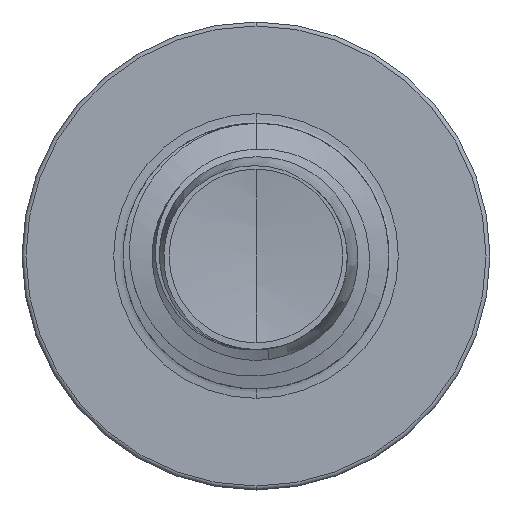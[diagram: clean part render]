
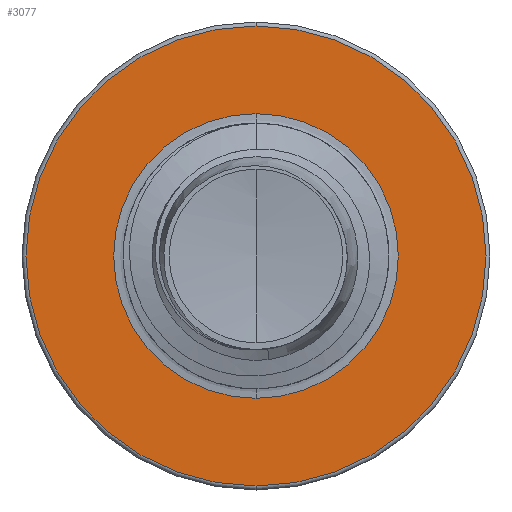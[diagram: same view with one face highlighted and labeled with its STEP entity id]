
A CAD part, front view. The second image highlights one B-rep face of the part: STEP entity #3077.
In plain terms, the highlighted planar face has unit normal (0, -1, 0).
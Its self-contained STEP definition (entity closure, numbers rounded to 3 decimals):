
#388 = EDGE_LOOP ( 'NONE', ( #17426, #18768 ) ) ;
#980 = CIRCLE ( 'NONE', #3662, 4.325 ) ;
#1125 = EDGE_CURVE ( 'NONE', #1221, #12323, #17260, .T. ) ;
#1221 = VERTEX_POINT ( 'NONE', #10084 ) ;
#2114 = CARTESIAN_POINT ( 'NONE',  ( 0., 7., -4.325 ) ) ;
#2244 = AXIS2_PLACEMENT_3D ( 'NONE', #11049, #10975, #10928 ) ;
#2282 = AXIS2_PLACEMENT_3D ( 'NONE', #11171, #11123, #11102 ) ;
#2496 = AXIS2_PLACEMENT_3D ( 'NONE', #14131, #14088, #14082 ) ;
#3077 = ADVANCED_FACE ( 'NONE', ( #17575, #15165 ), #14418, .F. ) ;
#3630 = CARTESIAN_POINT ( 'NONE',  ( 0., 7., 2.677 ) ) ;
#3662 = AXIS2_PLACEMENT_3D ( 'NONE', #5068, #5058, #5040 ) ;
#3757 = EDGE_LOOP ( 'NONE', ( #5879, #15264 ) ) ;
#5040 = DIRECTION ( 'NONE',  ( 0., 0., 1. ) ) ;
#5058 = DIRECTION ( 'NONE',  ( 0., 1., 0. ) ) ;
#5068 = CARTESIAN_POINT ( 'NONE',  ( 0., 7., 0. ) ) ;
#5879 = ORIENTED_EDGE ( 'NONE', *, *, #17487, .T. ) ;
#7137 = CARTESIAN_POINT ( 'NONE',  ( 0., 7., 4.325 ) ) ;
#9236 = AXIS2_PLACEMENT_3D ( 'NONE', #10240, #10179, #10178 ) ;
#9713 = VERTEX_POINT ( 'NONE', #7137 ) ;
#10084 = CARTESIAN_POINT ( 'NONE',  ( 0., 7., -2.677 ) ) ;
#10178 = DIRECTION ( 'NONE',  ( 0., 0., 1. ) ) ;
#10179 = DIRECTION ( 'NONE',  ( 0., 1., 0. ) ) ;
#10240 = CARTESIAN_POINT ( 'NONE',  ( 0., 7., 0. ) ) ;
#10928 = DIRECTION ( 'NONE',  ( 0., 0., 1. ) ) ;
#10975 = DIRECTION ( 'NONE',  ( 0., 1., 0. ) ) ;
#11049 = CARTESIAN_POINT ( 'NONE',  ( 0., 7., 0. ) ) ;
#11102 = DIRECTION ( 'NONE',  ( 0., 0., 1. ) ) ;
#11123 = DIRECTION ( 'NONE',  ( 0., 1., 0. ) ) ;
#11171 = CARTESIAN_POINT ( 'NONE',  ( 0., 7., 0. ) ) ;
#12323 = VERTEX_POINT ( 'NONE', #3630 ) ;
#13093 = VERTEX_POINT ( 'NONE', #2114 ) ;
#14082 = DIRECTION ( 'NONE',  ( 0., 0., 1. ) ) ;
#14088 = DIRECTION ( 'NONE',  ( 0., 1., 0. ) ) ;
#14131 = CARTESIAN_POINT ( 'NONE',  ( 0., 7., -2.677 ) ) ;
#14418 = PLANE ( 'NONE',  #2496 ) ;
#15165 = FACE_BOUND ( 'NONE', #3757, .T. ) ;
#15264 = ORIENTED_EDGE ( 'NONE', *, *, #1125, .T. ) ;
#17048 = EDGE_CURVE ( 'NONE', #9713, #13093, #980, .T. ) ;
#17111 = CIRCLE ( 'NONE', #2244, 4.325 ) ;
#17260 = CIRCLE ( 'NONE', #9236, 2.677 ) ;
#17426 = ORIENTED_EDGE ( 'NONE', *, *, #17048, .F. ) ;
#17487 = EDGE_CURVE ( 'NONE', #12323, #1221, #18552, .T. ) ;
#17489 = EDGE_CURVE ( 'NONE', #13093, #9713, #17111, .T. ) ;
#17575 = FACE_OUTER_BOUND ( 'NONE', #388, .T. ) ;
#18552 = CIRCLE ( 'NONE', #2282, 2.677 ) ;
#18768 = ORIENTED_EDGE ( 'NONE', *, *, #17489, .F. ) ;
